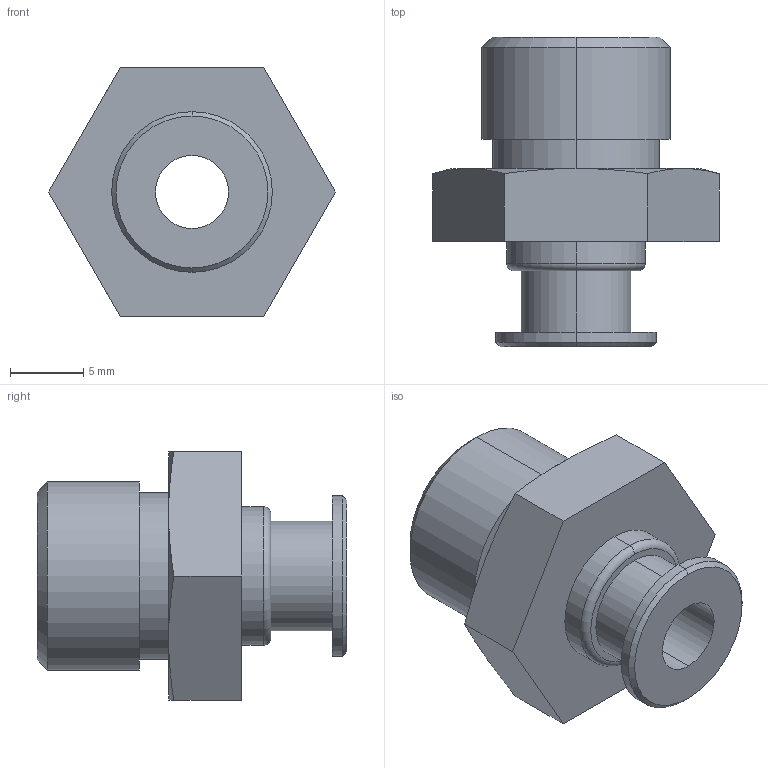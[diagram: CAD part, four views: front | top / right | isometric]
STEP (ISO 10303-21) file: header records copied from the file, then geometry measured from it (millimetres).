
FILE_DESCRIPTION(('STEP AP214'),'1');
FILE_NAME('COVAL_IM14P4.stp','2017-12-28T08:28:36',('TraceParts'),('TraceParts S.A.'),'Spatial InterOp 3D',' ',' ');
FILE_SCHEMA(('automotive_design'));
Length unit declared in the file: millimetre
Products named in the file (1): COVAL_IM14P4
Bounding box: 19.63 x 21.2 x 17 mm (x, y, z)
Volume: 2294.1 mm3; surface area: 1834.6 mm2
Topology: 1 solids, 1 shells, 40 faces, 84 edges, 52 vertices
Faces by surface type: cylinder 14, plane 14, cone 10, torus 2
Entity records: 1109 total; most frequent: CARTESIAN_POINT 217, DIRECTION 196, ORIENTED_EDGE 168, EDGE_CURVE 84, AXIS2_PLACEMENT_3D 83, VERTEX_POINT 52, EDGE_LOOP 48, CIRCLE 42
